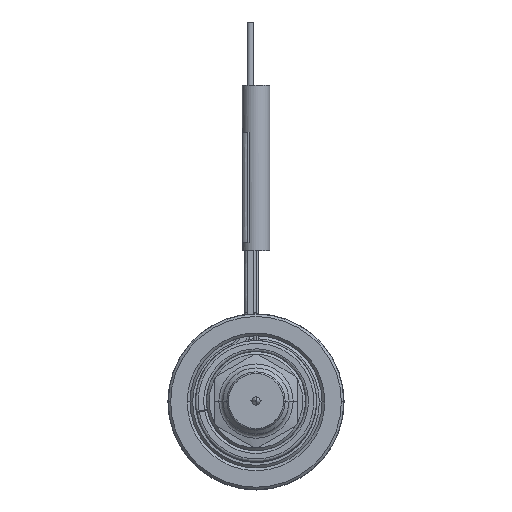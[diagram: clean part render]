
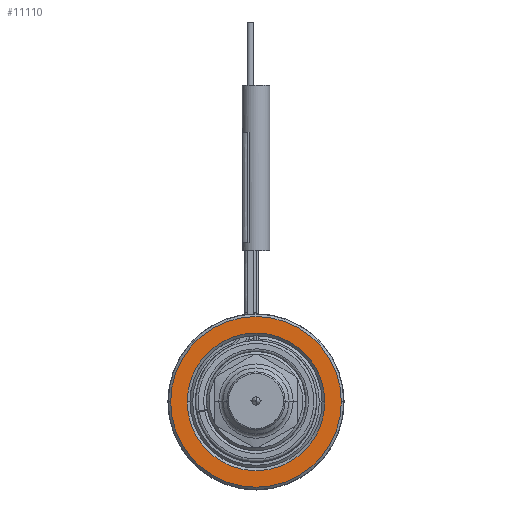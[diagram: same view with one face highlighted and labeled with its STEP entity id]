
A CAD part, top view. The second image highlights one B-rep face of the part: STEP entity #11110.
In plain terms, the highlighted planar face has unit normal (0, 0, 1).
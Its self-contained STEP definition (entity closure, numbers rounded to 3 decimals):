
#3043=CARTESIAN_POINT('',(0.,0.,25.));
#3044=DIRECTION('',(0.,0.,-1.));
#3045=DIRECTION('',(-1.,0.,0.));
#3046=AXIS2_PLACEMENT_3D('',#3043,#3044,#3045);
#3057=CARTESIAN_POINT('',(0.,0.,25.));
#3058=DIRECTION('',(0.,0.,-1.));
#3059=DIRECTION('',(1.,0.,0.));
#3060=AXIS2_PLACEMENT_3D('',#3057,#3058,#3059);
#3071=CARTESIAN_POINT('',(0.,0.,
25.));
#3072=DIRECTION('',(0.,0.,-1.));
#3073=DIRECTION('',(1.,0.,0.));
#3074=AXIS2_PLACEMENT_3D('',#3071,#3072,#3073);
#3085=CARTESIAN_POINT('',(0.,0.,25.));
#3086=DIRECTION('',(0.,0.,-1.));
#3087=DIRECTION('',(-1.,0.,0.));
#3088=AXIS2_PLACEMENT_3D('',#3085,#3086,#3087);
#6841=CARTESIAN_POINT('',(15.5,0.,25.));
#6842=CARTESIAN_POINT('',(-15.5,0.,
25.));
#6843=VERTEX_POINT('',#6841);
#6844=VERTEX_POINT('',#6842);
#6845=CARTESIAN_POINT('',(12.5,0.,25.));
#6846=CARTESIAN_POINT('',(-12.5,0.,25.));
#6847=VERTEX_POINT('',#6845);
#6848=VERTEX_POINT('',#6846);
#11095=CARTESIAN_POINT('',(0.,0.,25.));
#11096=DIRECTION('',(0.,0.,1.));
#11097=DIRECTION('',(-1.,0.,0.));
#11098=AXIS2_PLACEMENT_3D('',#11095,#11096,#11097);
#11099=PLANE('',#11098);
#11100=ORIENTED_EDGE('',*,*,#11077,.T.);
#11101=ORIENTED_EDGE('',*,*,#11062,.T.);
#11102=EDGE_LOOP('',(#11100,#11101));
#11103=FACE_OUTER_BOUND('',#11102,.F.);
#11105=ORIENTED_EDGE('',*,*,#11104,.F.);
#11107=ORIENTED_EDGE('',*,*,#11106,.F.);
#11108=EDGE_LOOP('',(#11105,#11107));
#11109=FACE_BOUND('',#11108,.F.);
#3047=CIRCLE('',#3046,15.5);
#3061=CIRCLE('',#3060,15.5);
#3075=CIRCLE('',#3074,12.5);
#3089=CIRCLE('',#3088,12.5);
#11062=EDGE_CURVE('',#6844,#6843,#3047,.T.);
#11077=EDGE_CURVE('',#6843,#6844,#3061,.T.);
#11104=EDGE_CURVE('',#6847,#6848,#3075,.T.);
#11106=EDGE_CURVE('',#6848,#6847,#3089,.T.);
#11110=ADVANCED_FACE('',(#11103,#11109),#11099,.T.);
